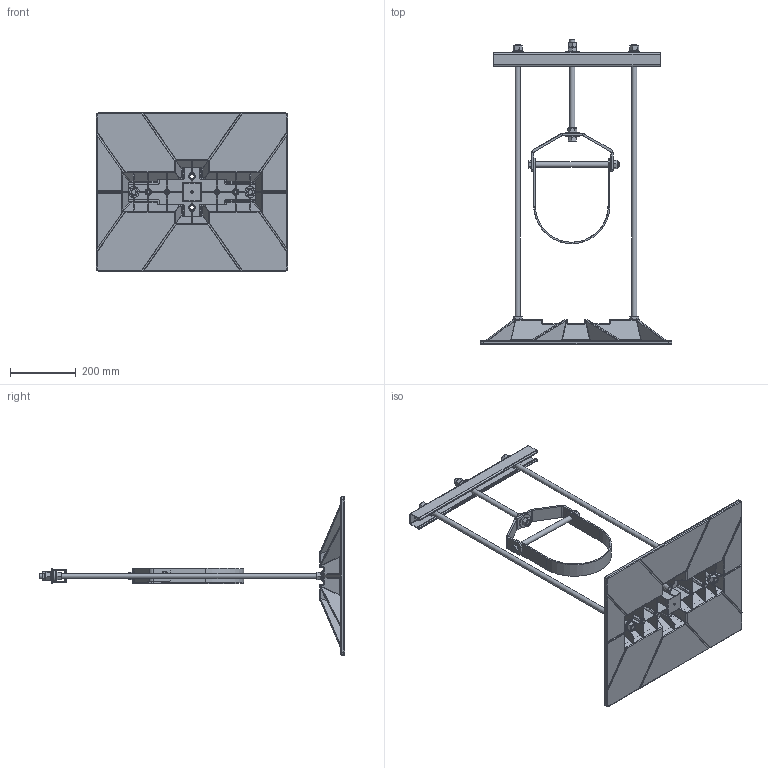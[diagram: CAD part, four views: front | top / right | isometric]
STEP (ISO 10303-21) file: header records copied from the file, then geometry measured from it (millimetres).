
FILE_DESCRIPTION((''),'2;1');
FILE_NAME('8-SB-H.stp','2012-11-21T13:23:45',('rdavis'),(''),'Autodesk Inventor 2013','Autodesk Inventor 2013','');
FILE_SCHEMA(('AUTOMOTIVE_DESIGN { 1 0 10303 214 1 1 1 1 }'));
Length unit declared in the file: inch
Products named in the file (14): 8-SB-H; P1000-13; 19x23 No Logo; Threaded Rod 0; Hex Nut - Inch 5/8 - 18; Circular Washer (Inch) 5/8; Regular Helical Spring Lock Washer (Inch) 5/8; HNUT 0; FW 0; CLEVIS HANGER-8 inch; HEX BOLT 0; clevis clamp (bottom strap)_8; clevis clamp (top strap)_8; ALL THREAD2
Assembly tree (39 placements, depth 3):
  8-SB-H
    P1000-13
    19x23 No Logo
    Threaded Rod 0  x2
    Hex Nut - Inch 5/8 - 18  x8
    Circular Washer (Inch) 5/8  x8
    Regular Helical Spring Lock Washer (Inch) 5/8  x6
    HNUT 0  x2
    FW 0
    CLEVIS HANGER-8 inch
      HNUT 0  x3
      HEX BOLT 0
      FW 0  x2
      clevis clamp (bottom strap)_8
      clevis clamp (top strap)_8
    ALL THREAD2
Bounding box: 584.2 x 930.51 x 482.6 mm (x, y, z)
Volume: 4511215.7 mm3; surface area: 1328302.4 mm2
Topology: 38 solids, 38 shells, 2659 faces, 6676 edges, 4197 vertices
Faces by surface type: plane 1195, cylinder 544, bspline 520, cone 259, torus 77, sphere 64
Full cylindrical faces by diameter (mm): 6.35 x1, 13.492 x5, 14.351 x8, 15.875 x9, 17.475 x11, 17.78 x2, 20.32 x2, 23.419 x1, 33.35 x8, 44.45 x3
Entity records: 98726 total; most frequent: CARTESIAN_POINT 43814, ORIENTED_EDGE 11830, DIRECTION 9622, EDGE_CURVE 5915, VERTEX_POINT 3778, VECTOR 3384, LINE 3384, AXIS2_PLACEMENT_3D 3119
